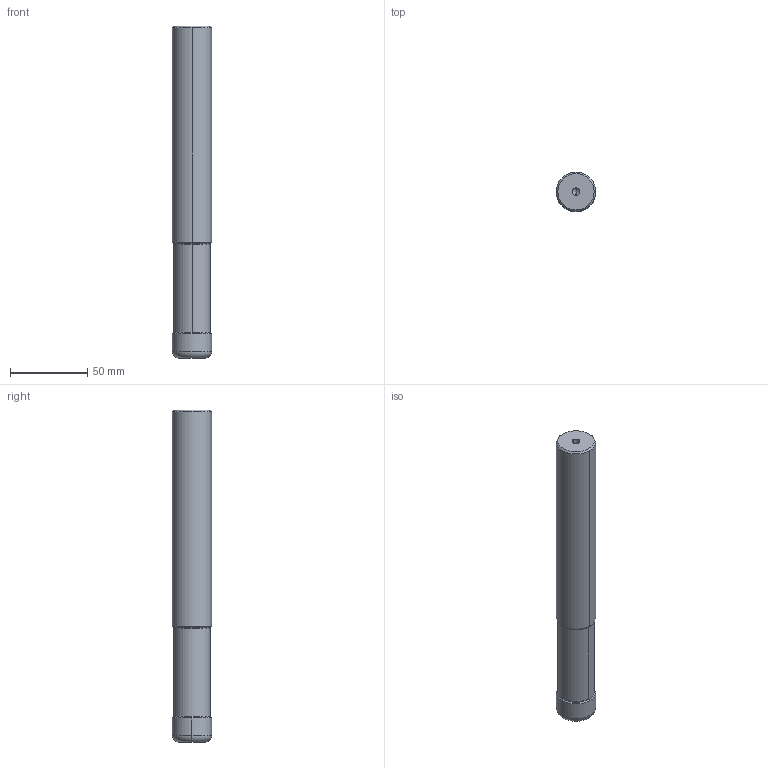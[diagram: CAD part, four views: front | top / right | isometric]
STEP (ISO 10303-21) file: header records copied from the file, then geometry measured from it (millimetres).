
FILE_DESCRIPTION(/* description */ (''),/* implementation_level */ '2;1');
FILE_NAME(/* name */ 'AXD4000UR162SA16LB_IR0_157.stp',/* time_stamp */ '2018-08-06T17:09:26+09:00',/* author */ (''),/* organization */ (''),/* preprocessor_version */ 'ST-DEVELOPER v16',/* originating_system */ 'SIEMENS PLM Software NX 10.0',/* authorisation */ '');
FILE_SCHEMA (('AUTOMOTIVE_DESIGN { 1 0 10303 214 3 1 1 1 }'));
Length unit declared in the file: millimetre
Products named in the file (1): AXD4000UR162SA16LB_IR0_157_ASM
Bounding box: 25.4 x 25.4 x 214.41 mm (x, y, z)
Volume: 107102.8 mm3; surface area: 22563.5 mm2
Topology: 2 solids, 2 shells, 53 faces, 112 edges, 63 vertices
Faces by surface type: cone 20, torus 18, cylinder 8, plane 5, bspline 2
Entity records: 1668 total; most frequent: CARTESIAN_POINT 381, DIRECTION 312, ORIENTED_EDGE 220, AXIS2_PLACEMENT_3D 142, EDGE_CURVE 110, CIRCLE 80, VERTEX_POINT 63, EDGE_LOOP 57
